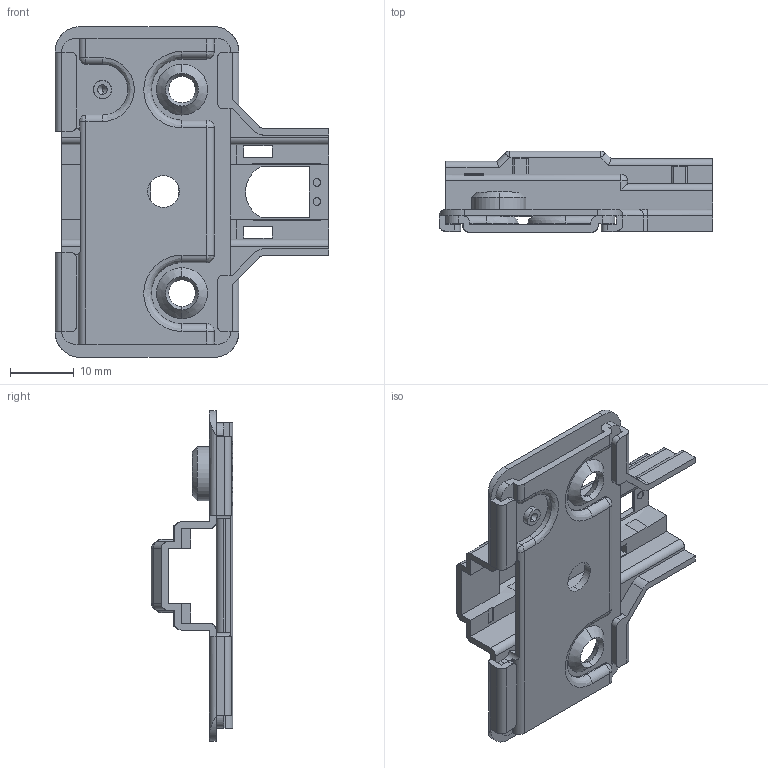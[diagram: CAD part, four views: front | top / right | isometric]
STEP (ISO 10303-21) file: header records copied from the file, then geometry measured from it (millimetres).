
FILE_DESCRIPTION (( 'STEP AP214' ), '1' );
FILE_NAME ('F000095_3D.step', '2022-06-06T12:57:56', ( '' ), ( '' ), 'SwSTEP 2.0', 'SolidWorks 2020', '' );
FILE_SCHEMA (( 'AUTOMOTIVE_DESIGN' ));
Length unit declared in the file: millimetre
Products named in the file (4): C19T-H4I菁釱-NC40; F000095_3D; L610-2-NC40; C19TH0I魂雄菁啣-2-NC40
Assembly tree (3 placements, depth 2):
  F000095_3D
    C19T-H4I菁釱-NC40
    C19TH0I魂雄菁啣-2-NC40
    L610-2-NC40
Bounding box: 43.05 x 12.8 x 52 mm (x, y, z)
Volume: 4134.6 mm3; surface area: 8106.9 mm2
Topology: 3 solids, 3 shells, 389 faces, 1022 edges, 632 vertices
Faces by surface type: plane 193, cylinder 148, bspline 32, cone 16
Entity records: 14021 total; most frequent: CARTESIAN_POINT 4755, ORIENTED_EDGE 2016, DIRECTION 1724, EDGE_CURVE 1008, LINE 646, VECTOR 646, VERTEX_POINT 632, AXIS2_PLACEMENT_3D 539
